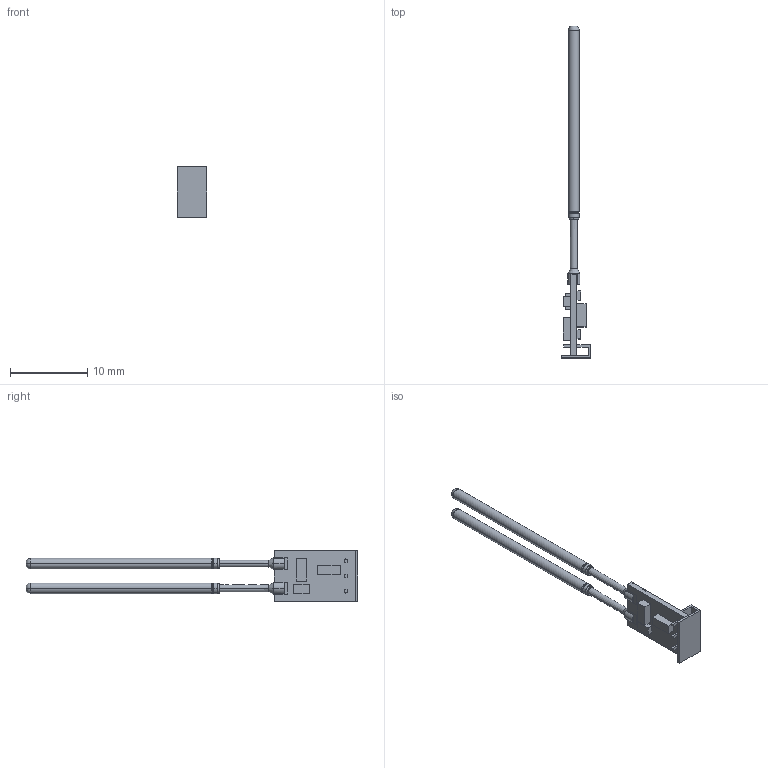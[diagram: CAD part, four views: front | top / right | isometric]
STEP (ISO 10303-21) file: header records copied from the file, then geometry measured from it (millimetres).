
FILE_DESCRIPTION (( 'STEP AP214' ), '1' );
FILE_NAME ('INGUN_19643.STEP', '2021-05-05T09:52:12', ( '' ), ( '' ), 'SwSTEP 2.0', 'SolidWorks 2018', '' );
FILE_SCHEMA (( 'AUTOMOTIVE_DESIGN' ));
Length unit declared in the file: millimetre
Products named in the file (8): 12314_2~0; 54783~1; INGUN_19643; 12315~0_3,8x6,5 (12315); 12313~0_ohne H〕se<S>; 12314~0; 12313~0_S; 12314_1~0
Assembly tree (8 placements, depth 5):
  INGUN_19643
    54783~1
      12313~0_ohne H〕se<S>
        12313~0_S
        12314~0  x2
          12314_1~0
          12314_2~0
      12315~0_3,8x6,5 (12315)
Bounding box: 3.8 x 42.9 x 6.5 mm (x, y, z)
Volume: 132.2 mm3; surface area: 822.5 mm2
Topology: 8 solids, 8 shells, 368 faces, 937 edges, 604 vertices
Faces by surface type: plane 180, bspline 94, torus 44, cylinder 34, cone 16
Entity records: 16748 total; most frequent: CARTESIAN_POINT 6998, ORIENTED_EDGE 1638, DIRECTION 1203, EDGE_CURVE 819, VERTEX_POINT 537, VECTOR 535, LINE 535, EDGE_LOOP 350
